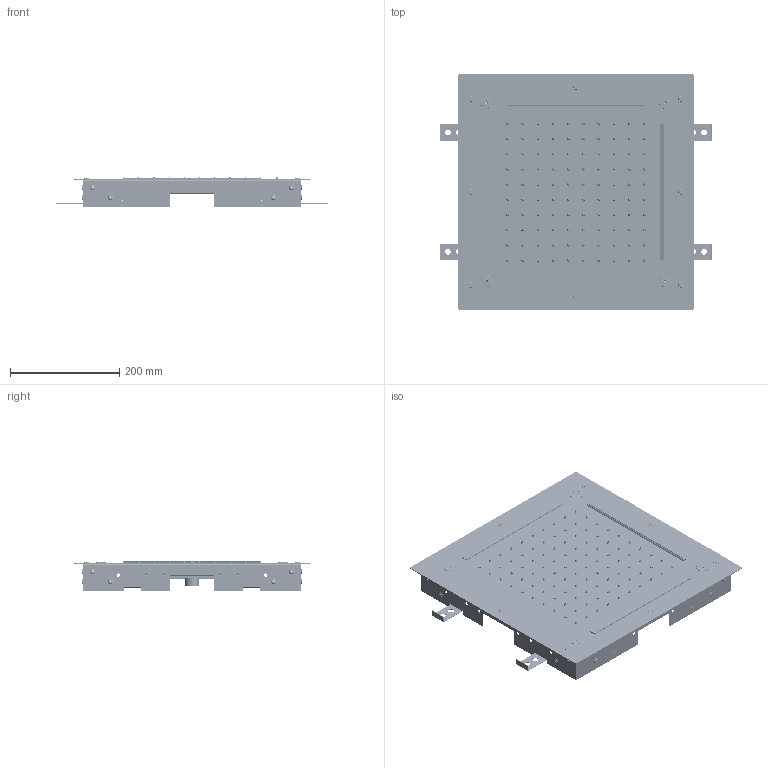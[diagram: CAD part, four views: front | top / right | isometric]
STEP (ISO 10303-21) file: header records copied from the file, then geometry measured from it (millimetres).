
FILE_DESCRIPTION(('STEP AP214'),'1');
FILE_NAME('Art.71133.stp','2021-07-07T06:09:54',(' '),(' '),'Spatial InterOp 3D',' ',' ');
FILE_SCHEMA(('AUTOMOTIVE_DESIGN { 1 0 10303 214 1 1 1 1 }'));
Length unit declared in the file: millimetre
Products named in the file (278): Art.71133; ASSEM1; S.00340; A.00075; GrT.RA069 (Int); A.00081; A.00082; T.RA069; T.RA063; 21313; S.00180; 23006; M.20702; M-20696; M-20697; T.RA003; M-20698; P.00100; GrLED; 22752; STRIPS1000RGB; Seg. Guaina; Seg. LED; 22751; S.00420; T.RA141; 24273; S.00185; 23005; S.00104; S.00317; GrR; 21656; 23003; 23004; 22991
Assembly tree (431 placements, depth 4):
  Art.71133
    ASSEM1
    (unnamed)
    (unnamed)
    (unnamed)
    (unnamed)
    (unnamed)
    (unnamed)
    (unnamed)
    (unnamed)
    (unnamed)
    (unnamed)
    (unnamed)
    (unnamed)
    (unnamed)
    (unnamed)
    (unnamed)
    (unnamed)
    (unnamed)
    (unnamed)
    (unnamed)
    (unnamed)
    (unnamed)
    (unnamed)
    (unnamed)
    (unnamed)
    (unnamed)
    (unnamed)
    (unnamed)
    (unnamed)
    (unnamed)
    (unnamed)
    (unnamed)
    (unnamed)
    (unnamed)
    (unnamed)
    (unnamed)
    (unnamed)
    (unnamed)
    (unnamed)
    (unnamed)
    (unnamed)
    (unnamed)
    (unnamed)
    (unnamed)
    (unnamed)
    (unnamed)
    (unnamed)
    (unnamed)
    (unnamed)
    (unnamed)
    (unnamed)
    (unnamed)
    (unnamed)
    (unnamed)
    (unnamed)
    (unnamed)
    (unnamed)
    (unnamed)
    (unnamed)
Bounding box: 498 x 430 x 56.46 mm (x, y, z)
Volume: 923909.4 mm3; surface area: 1488810.6 mm2
Topology: 224 solids, 224 shells, 5905 faces, 14133 edges, 9007 vertices
Faces by surface type: plane 2248, cylinder 1899, torus 1189, bspline 240, cone 213, sphere 116
Full cylindrical faces by diameter (mm): 0.4 x14, 1 x4, 1.5 x104, 1.7 x100, 2.6 x16, 3 x30, 3.1 x100, 3.3 x110, 4 x14, 4.2 x12, 4.5 x4, 4.6 x14, 4.8 x16, 5 x224, 5.2 x40, 6 x32, 6.2 x24, 6.5 x4, 6.6 x2, 6.9 x12, 7 x8, 8.2 x12, 8.566 x4, 9.5 x4, 10 x108, 10.5 x8, 14 x2, 14.95 x4, 16.4 x2, 16.65 x8
Entity records: 73976 total; most frequent: CARTESIAN_POINT 10691, DIRECTION 9088, ORIENTED_EDGE 6760, AXIS2_PLACEMENT_3D 3625, EDGE_CURVE 3380, EDGE_LOOP 2479, VERTEX_POINT 2347, LINE 1838
